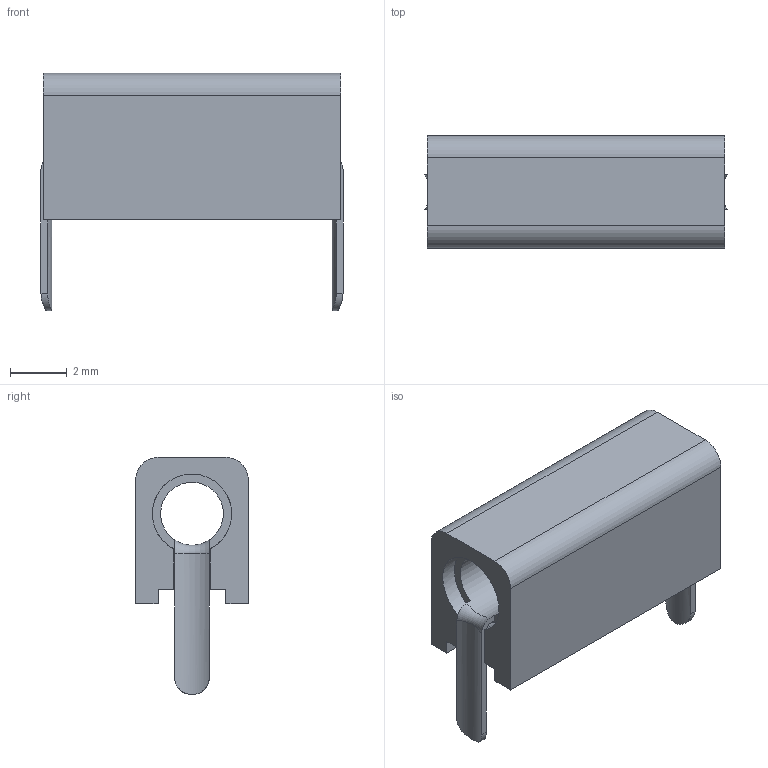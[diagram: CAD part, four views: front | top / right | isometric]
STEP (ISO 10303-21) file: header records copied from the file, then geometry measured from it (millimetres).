
FILE_DESCRIPTION(/* description */ (''),/* implementation_level */ '2;1');
FILE_NAME(/* name */ '105-0753-001.step',/* time_stamp */ '2026-02-13T21:37:09-08:00',/* author */ (''),/* organization */ (''),/* preprocessor_version */ 'ST-DEVELOPER v20.1',/* originating_system */ 'Autodesk Translation Framework v14.24.0.0',/* authorisation */ '');
FILE_SCHEMA (('AUTOMOTIVE_DESIGN { 1 0 10303 214 3 1 1 }'));
Length unit declared in the file: inch
Products named in the file (1): 105-0751_0770-001
Bounding box: 10.63 x 3.96 x 8.34 mm (x, y, z)
Volume: 157.4 mm3; surface area: 328.5 mm2
Topology: 1 solids, 1 shells, 41 faces, 129 edges, 86 vertices
Faces by surface type: plane 24, cylinder 13, torus 4
Full cylindrical faces by diameter (mm): 2.21 x1, 2.794 x2
Entity records: 1604 total; most frequent: CARTESIAN_POINT 391, ORIENTED_EDGE 258, DIRECTION 243, EDGE_CURVE 129, VERTEX_POINT 86, AXIS2_PLACEMENT_3D 82, LINE 79, VECTOR 79
